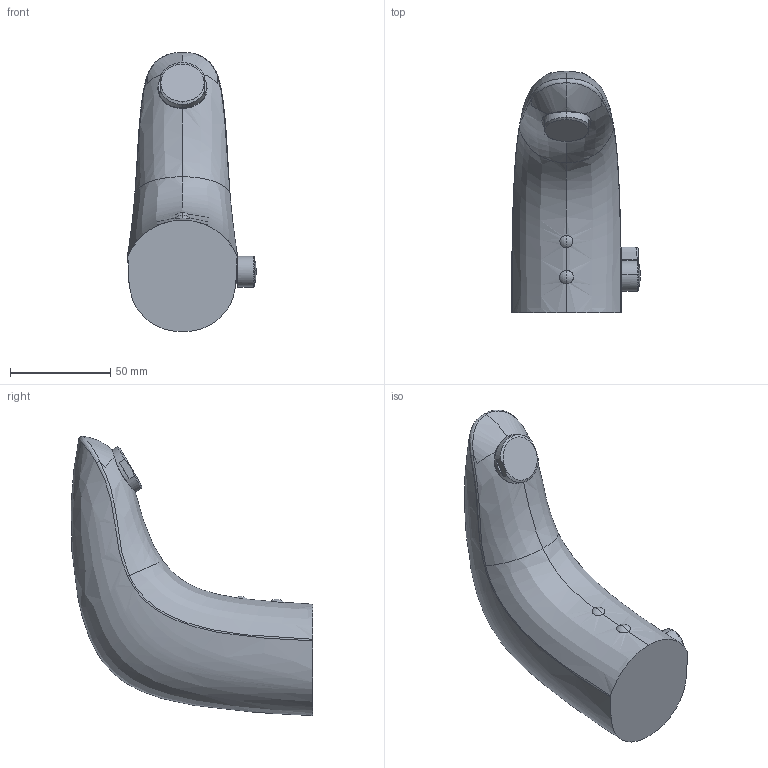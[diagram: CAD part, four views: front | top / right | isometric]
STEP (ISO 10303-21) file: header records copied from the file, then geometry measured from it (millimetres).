
FILE_DESCRIPTION (( 'STEP AP203' ), '1' );
FILE_NAME ('6120FZ(2020)+6120FTZ(2020)+6120FZ-080(2020)+6120FZ-102(2020)+6120FZ-104(2020)+6150FZ-080(2020)+6150FZ-102(2020)+6150FZ-104(2020)+6150FZ-105(2020)+6150FZ(2019)+64412009+64412219.STEP', '2020-01-31T09:02:49', ( '' ), ( '' ), 'SwSTEP 2.0', 'SolidWorks 2016', '' );
FILE_SCHEMA (( 'CONFIG_CONTROL_DESIGN' ));
Length unit declared in the file: millimetre
Products named in the file (1): 6120FZ(2020)+6120FTZ(2020)+6120FZ-080(2020)+6120FZ-102(2020)+6120FZ-104(2020)+6150FZ-080(2020)+6150FZ-102(2020)+6150FZ-104(2020)+6150FZ-105(2020)+6150FZ(2019)+64412009+64412219
Bounding box: 64.09 x 120.46 x 139.3 mm (x, y, z)
Volume: 338764 mm3; surface area: 31255.7 mm2
Topology: 1 solids, 1 shells, 70 faces, 181 edges, 116 vertices
Faces by surface type: bspline 31, cylinder 13, plane 9, sphere 6, torus 6, cone 5
Entity records: 9854 total; most frequent: CARTESIAN_POINT 8362, ORIENTED_EDGE 362, DIRECTION 199, EDGE_CURVE 181, VERTEX_POINT 116, B_SPLINE_CURVE_WITH_KNOTS 100, AXIS2_PLACEMENT_3D 87, EDGE_LOOP 73
